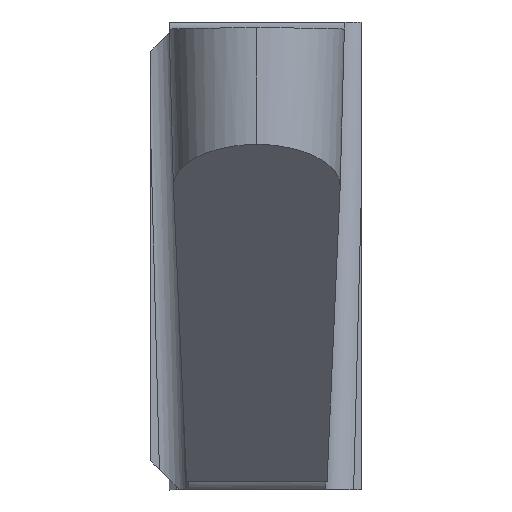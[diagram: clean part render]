
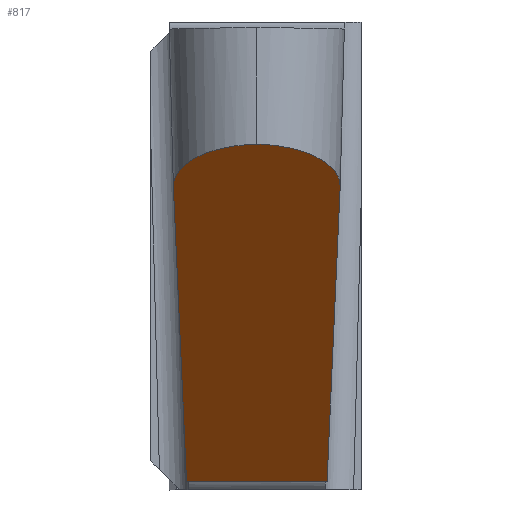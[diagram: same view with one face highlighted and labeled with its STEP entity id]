
A CAD part, front view. The second image highlights one B-rep face of the part: STEP entity #817.
In plain terms, the highlighted planar face has unit normal (0, -0.427, -0.904).
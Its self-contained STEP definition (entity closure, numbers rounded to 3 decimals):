
#683=CARTESIAN_POINT('',(0.387,1.56,-2.81));
#684=VERTEX_POINT('',#683);
#695=CARTESIAN_POINT('',(1.813,0.036,-2.089));
#696=CARTESIAN_POINT('',(0.955,0.067,-2.104));
#697=CARTESIAN_POINT('',(0.369,0.694,-2.4));
#698=CARTESIAN_POINT('',(0.387,1.56,-2.81));
#699=(BOUNDED_CURVE()B_SPLINE_CURVE(3,(#695,#696,#697,#698),.UNSPECIFIED.,.F.,.F.)B_SPLINE_CURVE_WITH_KNOTS((4,4),(0.,1.),.UNSPECIFIED.)CURVE()GEOMETRIC_REPRESENTATION_ITEM()RATIONAL_B_SPLINE_CURVE((1.,0.811,0.811,1.))REPRESENTATION_ITEM(''));
#700=CARTESIAN_POINT('',(1.813,0.036,-2.089));
#701=VERTEX_POINT('',#700);
#702=EDGE_CURVE('',#701,#684,#699,.T.);
#738=CARTESIAN_POINT('',(2.394,5.638,-4.737));
#739=DIRECTION('',(0.,0.427,0.904));
#740=DIRECTION('',(0.,-0.386,0.183));
#741=AXIS2_PLACEMENT_3D('',#738,#739,#740);
#742=PLANE('',#741);
#743=CARTESIAN_POINT('',(3.239,1.56,-2.81));
#744=CARTESIAN_POINT('',(3.257,0.694,-2.4));
#745=CARTESIAN_POINT('',(2.672,0.067,-2.104));
#746=CARTESIAN_POINT('',(1.813,0.036,-2.089));
#747=(BOUNDED_CURVE()B_SPLINE_CURVE(3,(#743,#744,#745,#746),.UNSPECIFIED.,.F.,.F.)B_SPLINE_CURVE_WITH_KNOTS((4,4),(0.,1.),.UNSPECIFIED.)CURVE()GEOMETRIC_REPRESENTATION_ITEM()RATIONAL_B_SPLINE_CURVE((1.,0.811,0.811,1.))REPRESENTATION_ITEM(''));
#748=CARTESIAN_POINT('',(3.239,1.56,-2.81));
#749=VERTEX_POINT('',#748);
#750=EDGE_CURVE('',#749,#701,#747,.T.);
#751=ORIENTED_EDGE('Edge 420',*,*,#750,.T.);
#760=CARTESIAN_POINT('',(3.014,12.223,-7.85));
#761=DIRECTION('',(0.019,-0.904,0.427));
#762=VECTOR('',#761,11.797);
#763=LINE('',#760,#762);
#764=CARTESIAN_POINT('',(3.014,12.223,-7.85));
#765=VERTEX_POINT('',#764);
#766=EDGE_CURVE('',#765,#749,#763,.T.);
#767=ORIENTED_EDGE('Edge 1257',*,*,#766,.T.);
#776=CARTESIAN_POINT('',(3.014,12.223,-7.85));
#777=DIRECTION('',(-1.,0.,0.));
#778=VECTOR('',#777,2.402);
#779=LINE('',#776,#778);
#780=CARTESIAN_POINT('',(0.612,12.223,-7.85));
#781=VERTEX_POINT('',#780);
#782=EDGE_CURVE('',#765,#781,#779,.T.);
#783=ORIENTED_EDGE('Edge 430',*,*,#782,.F.);
#792=CARTESIAN_POINT('',(0.387,1.56,-2.81));
#793=DIRECTION('',(0.019,0.904,-0.427));
#794=VECTOR('',#793,11.797);
#795=LINE('',#792,#794);
#796=EDGE_CURVE('',#684,#781,#795,.T.);
#797=ORIENTED_EDGE('Edge 1185',*,*,#796,.T.);
#806=ORIENTED_EDGE('Edge 440',*,*,#702,.T.);
#815=EDGE_LOOP('',(#806,#797,#783,#767,#751));
#816=FACE_OUTER_BOUND('Loop 441',#815,.T.);
#817=ADVANCED_FACE('Face 442',(#816),#742,.F.);
